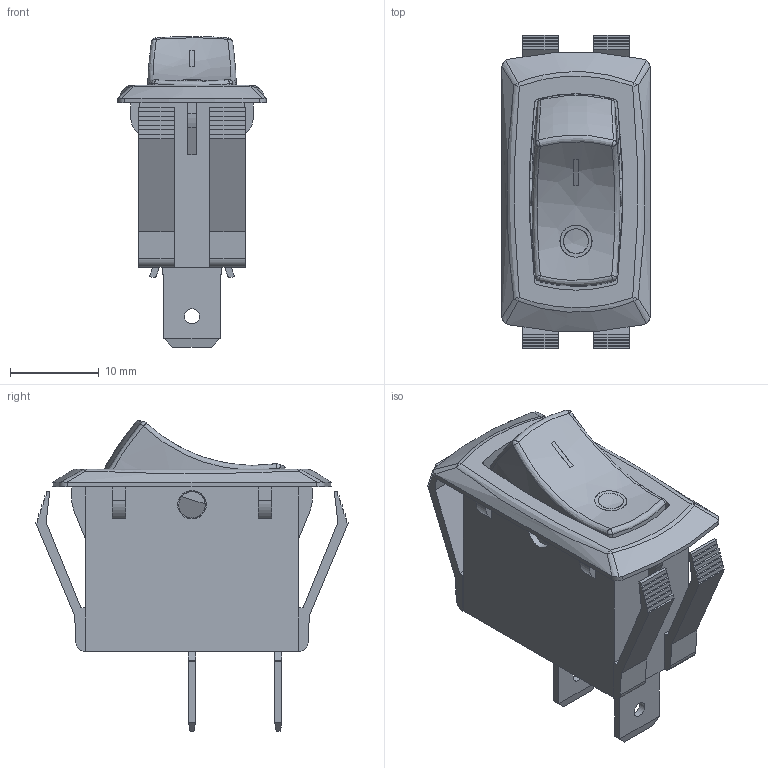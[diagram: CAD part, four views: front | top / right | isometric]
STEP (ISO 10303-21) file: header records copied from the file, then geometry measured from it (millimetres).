
FILE_DESCRIPTION(/* description */ (''),/* implementation_level */ '2;1');
FILE_NAME(/* name */ 'RSC341Dxxx1.stp',/* time_stamp */ '2026-01-24T16:26:40-06:00',/* author */ ('jmeyers'),/* organization */ (''),/* preprocessor_version */ 'ST-DEVELOPER v18.1',/* originating_system */ 'Autodesk Inventor 2022',/* authorisation */ '');
FILE_SCHEMA (('AUTOMOTIVE_DESIGN { 1 0 10303 214 3 1 1 }'));
Length unit declared in the file: inch
Products named in the file (1): Part13
Bounding box: 16.7 x 35.2 x 34.97 mm (x, y, z)
Volume: 3564.8 mm3; surface area: 5732.3 mm2
Topology: 4 solids, 4 shells, 284 faces, 778 edges, 506 vertices
Faces by surface type: plane 194, cylinder 54, bspline 24, sphere 8, torus 4
Full cylindrical faces by diameter (mm): 1.7 x2, 2.95 x2, 3.2 x2
Entity records: 11236 total; most frequent: CARTESIAN_POINT 4167, ORIENTED_EDGE 1548, DIRECTION 1312, EDGE_CURVE 774, LINE 546, VECTOR 546, VERTEX_POINT 506, AXIS2_PLACEMENT_3D 383
